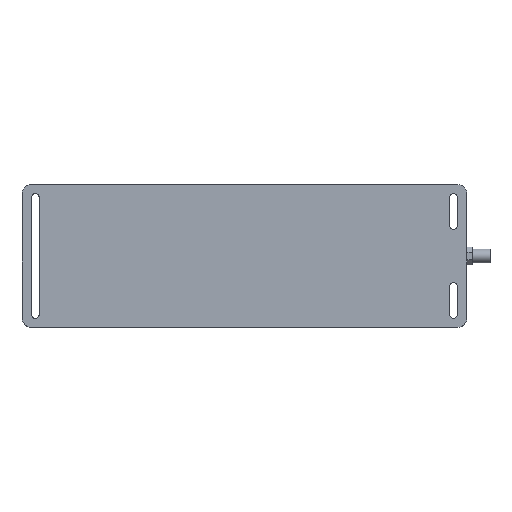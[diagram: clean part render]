
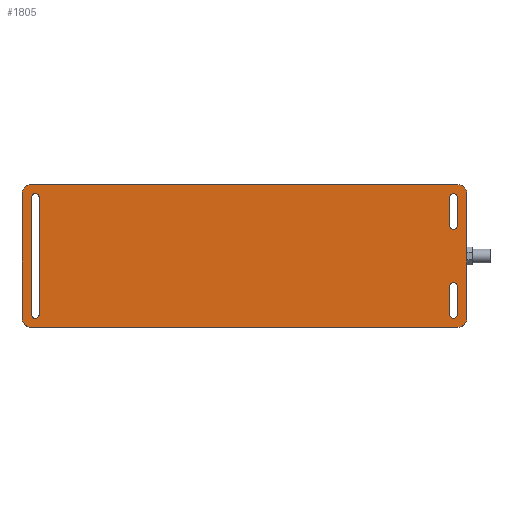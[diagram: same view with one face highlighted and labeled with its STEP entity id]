
A CAD part, top view. The second image highlights one B-rep face of the part: STEP entity #1805.
In plain terms, the highlighted planar face has unit normal (0, 0, 1).
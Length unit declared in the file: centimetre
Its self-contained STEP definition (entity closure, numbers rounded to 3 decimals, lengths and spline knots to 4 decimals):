
#132=PLANE('',#1961);
#216=VECTOR('',#2242,1.);
#220=VECTOR('',#2251,1.);
#237=VECTOR('',#2303,1.);
#238=VECTOR('',#2304,1.);
#239=VECTOR('',#2309,1.);
#240=VECTOR('',#2312,1.);
#241=VECTOR('',#2315,1.);
#242=VECTOR('',#2318,1.);
#243=VECTOR('',#2321,1.);
#244=VECTOR('',#2324,1.);
#245=VECTOR('',#2327,1.);
#246=VECTOR('',#2330,1.);
#247=VECTOR('',#2333,1.);
#248=VECTOR('',#2336,1.);
#249=VECTOR('',#2339,1.);
#250=VECTOR('',#2342,1.);
#378=LINE('',#2744,#216);
#382=LINE('',#2754,#220);
#399=LINE('',#2817,#237);
#400=LINE('',#2818,#238);
#401=LINE('',#2824,#239);
#402=LINE('',#2828,#240);
#403=LINE('',#2832,#241);
#404=LINE('',#2836,#242);
#405=LINE('',#2840,#243);
#406=LINE('',#2844,#244);
#407=LINE('',#2848,#245);
#408=LINE('',#2852,#246);
#409=LINE('',#2856,#247);
#410=LINE('',#2860,#248);
#411=LINE('',#2864,#249);
#412=LINE('',#2868,#250);
#552=VERTEX_POINT('',#2743);
#553=VERTEX_POINT('',#2745);
#554=VERTEX_POINT('',#2749);
#555=VERTEX_POINT('',#2753);
#556=VERTEX_POINT('',#2757);
#581=VERTEX_POINT('',#2812);
#582=VERTEX_POINT('',#2814);
#583=VERTEX_POINT('',#2819);
#584=VERTEX_POINT('',#2822);
#585=VERTEX_POINT('',#2823);
#586=VERTEX_POINT('',#2825);
#587=VERTEX_POINT('',#2827);
#588=VERTEX_POINT('',#2829);
#589=VERTEX_POINT('',#2831);
#590=VERTEX_POINT('',#2833);
#591=VERTEX_POINT('',#2835);
#592=VERTEX_POINT('',#2838);
#593=VERTEX_POINT('',#2839);
#594=VERTEX_POINT('',#2841);
#595=VERTEX_POINT('',#2843);
#596=VERTEX_POINT('',#2845);
#597=VERTEX_POINT('',#2847);
#598=VERTEX_POINT('',#2849);
#599=VERTEX_POINT('',#2851);
#600=VERTEX_POINT('',#2854);
#601=VERTEX_POINT('',#2855);
#602=VERTEX_POINT('',#2857);
#603=VERTEX_POINT('',#2859);
#604=VERTEX_POINT('',#2861);
#605=VERTEX_POINT('',#2863);
#606=VERTEX_POINT('',#2865);
#607=VERTEX_POINT('',#2867);
#696=CIRCLE('',#1941,0.5);
#697=CIRCLE('',#1944,0.5);
#710=CIRCLE('',#1960,0.5);
#711=CIRCLE('',#1962,0.5);
#712=CIRCLE('',#1963,0.2);
#713=CIRCLE('',#1964,0.2);
#714=CIRCLE('',#1965,0.2);
#715=CIRCLE('',#1966,0.2);
#716=CIRCLE('',#1967,0.2);
#717=CIRCLE('',#1968,0.2);
#718=CIRCLE('',#1969,0.2);
#719=CIRCLE('',#1970,0.2);
#720=CIRCLE('',#1971,0.2);
#721=CIRCLE('',#1972,0.2);
#722=CIRCLE('',#1973,0.2);
#723=CIRCLE('',#1974,0.2);
#842=EDGE_CURVE('',#552,#553,#378,.T.);
#845=EDGE_CURVE('',#554,#552,#696,.T.);
#847=EDGE_CURVE('',#555,#554,#382,.T.);
#849=EDGE_CURVE('',#556,#555,#697,.T.);
#876=EDGE_CURVE('',#581,#582,#710,.T.);
#878=EDGE_CURVE('',#582,#556,#399,.T.);
#879=EDGE_CURVE('',#583,#581,#400,.T.);
#880=EDGE_CURVE('',#553,#583,#711,.T.);
#881=EDGE_CURVE('',#584,#585,#712,.T.);
#882=EDGE_CURVE('',#584,#586,#401,.T.);
#883=EDGE_CURVE('',#587,#586,#713,.T.);
#884=EDGE_CURVE('',#587,#588,#402,.T.);
#885=EDGE_CURVE('',#589,#588,#714,.T.);
#886=EDGE_CURVE('',#589,#590,#403,.T.);
#887=EDGE_CURVE('',#591,#590,#715,.T.);
#888=EDGE_CURVE('',#591,#585,#404,.T.);
#889=EDGE_CURVE('',#592,#593,#716,.T.);
#890=EDGE_CURVE('',#592,#594,#405,.T.);
#891=EDGE_CURVE('',#595,#594,#717,.T.);
#892=EDGE_CURVE('',#595,#596,#406,.T.);
#893=EDGE_CURVE('',#597,#596,#718,.T.);
#894=EDGE_CURVE('',#597,#598,#407,.T.);
#895=EDGE_CURVE('',#599,#598,#719,.T.);
#896=EDGE_CURVE('',#599,#593,#408,.T.);
#897=EDGE_CURVE('',#600,#601,#720,.T.);
#898=EDGE_CURVE('',#600,#602,#409,.T.);
#899=EDGE_CURVE('',#603,#602,#721,.T.);
#900=EDGE_CURVE('',#603,#604,#410,.T.);
#901=EDGE_CURVE('',#605,#604,#722,.T.);
#902=EDGE_CURVE('',#605,#606,#411,.T.);
#903=EDGE_CURVE('',#607,#606,#723,.T.);
#904=EDGE_CURVE('',#607,#601,#412,.T.);
#1226=ORIENTED_EDGE('',*,*,#849,.F.);
#1227=ORIENTED_EDGE('',*,*,#878,.F.);
#1228=ORIENTED_EDGE('',*,*,#876,.F.);
#1229=ORIENTED_EDGE('',*,*,#879,.F.);
#1230=ORIENTED_EDGE('',*,*,#880,.F.);
#1231=ORIENTED_EDGE('',*,*,#842,.F.);
#1232=ORIENTED_EDGE('',*,*,#845,.F.);
#1233=ORIENTED_EDGE('',*,*,#847,.F.);
#1234=ORIENTED_EDGE('',*,*,#881,.F.);
#1235=ORIENTED_EDGE('',*,*,#882,.T.);
#1236=ORIENTED_EDGE('',*,*,#883,.F.);
#1237=ORIENTED_EDGE('',*,*,#884,.T.);
#1238=ORIENTED_EDGE('',*,*,#885,.F.);
#1239=ORIENTED_EDGE('',*,*,#886,.T.);
#1240=ORIENTED_EDGE('',*,*,#887,.F.);
#1241=ORIENTED_EDGE('',*,*,#888,.T.);
#1242=ORIENTED_EDGE('',*,*,#889,.F.);
#1243=ORIENTED_EDGE('',*,*,#890,.T.);
#1244=ORIENTED_EDGE('',*,*,#891,.F.);
#1245=ORIENTED_EDGE('',*,*,#892,.T.);
#1246=ORIENTED_EDGE('',*,*,#893,.F.);
#1247=ORIENTED_EDGE('',*,*,#894,.T.);
#1248=ORIENTED_EDGE('',*,*,#895,.F.);
#1249=ORIENTED_EDGE('',*,*,#896,.T.);
#1250=ORIENTED_EDGE('',*,*,#897,.F.);
#1251=ORIENTED_EDGE('',*,*,#898,.T.);
#1252=ORIENTED_EDGE('',*,*,#899,.F.);
#1253=ORIENTED_EDGE('',*,*,#900,.T.);
#1254=ORIENTED_EDGE('',*,*,#901,.F.);
#1255=ORIENTED_EDGE('',*,*,#902,.T.);
#1256=ORIENTED_EDGE('',*,*,#903,.F.);
#1257=ORIENTED_EDGE('',*,*,#904,.T.);
#1573=EDGE_LOOP('',(#1226,#1227,#1228,#1229,#1230,#1231,#1232,#1233));
#1574=EDGE_LOOP('',(#1234,#1235,#1236,#1237,#1238,#1239,#1240,#1241));
#1575=EDGE_LOOP('',(#1242,#1243,#1244,#1245,#1246,#1247,#1248,#1249));
#1576=EDGE_LOOP('',(#1250,#1251,#1252,#1253,#1254,#1255,#1256,#1257));
#1697=FACE_BOUND('',#1573,.T.);
#1698=FACE_BOUND('',#1574,.T.);
#1699=FACE_BOUND('',#1575,.T.);
#1700=FACE_BOUND('',#1576,.T.);
#1805=ADVANCED_FACE('',(#1697,#1698,#1699,#1700),#132,.T.);
#1941=AXIS2_PLACEMENT_3D('',#2750,#2247,#2248);
#1944=AXIS2_PLACEMENT_3D('',#2758,#2255,#2256);
#1960=AXIS2_PLACEMENT_3D('',#2813,#2299,#2300);
#1961=AXIS2_PLACEMENT_3D('',#2816,#2302,$);
#1962=AXIS2_PLACEMENT_3D('',#2820,#2305,#2306);
#1963=AXIS2_PLACEMENT_3D('',#2821,#2307,#2308);
#1964=AXIS2_PLACEMENT_3D('',#2826,#2310,#2311);
#1965=AXIS2_PLACEMENT_3D('',#2830,#2313,#2314);
#1966=AXIS2_PLACEMENT_3D('',#2834,#2316,#2317);
#1967=AXIS2_PLACEMENT_3D('',#2837,#2319,#2320);
#1968=AXIS2_PLACEMENT_3D('',#2842,#2322,#2323);
#1969=AXIS2_PLACEMENT_3D('',#2846,#2325,#2326);
#1970=AXIS2_PLACEMENT_3D('',#2850,#2328,#2329);
#1971=AXIS2_PLACEMENT_3D('',#2853,#2331,#2332);
#1972=AXIS2_PLACEMENT_3D('',#2858,#2334,#2335);
#1973=AXIS2_PLACEMENT_3D('',#2862,#2337,#2338);
#1974=AXIS2_PLACEMENT_3D('',#2866,#2340,#2341);
#2242=DIRECTION('',(-1.,0.,0.));
#2247=DIRECTION('',(0.,0.,-1.));
#2248=DIRECTION('',(0.354,-0.354,0.));
#2251=DIRECTION('',(0.,-1.,0.));
#2255=DIRECTION('',(0.,0.,-1.));
#2256=DIRECTION('',(0.354,0.354,0.));
#2299=DIRECTION('',(0.,0.,-1.));
#2300=DIRECTION('',(-0.354,0.354,0.));
#2302=DIRECTION('',(0.,0.,1.));
#2303=DIRECTION('',(1.,0.,0.));
#2304=DIRECTION('',(0.,1.,0.));
#2305=DIRECTION('',(0.,0.,-1.));
#2306=DIRECTION('',(-0.354,-0.354,0.));
#2307=DIRECTION('',(0.,0.,1.));
#2308=DIRECTION('',(0.141,-0.141,0.));
#2309=DIRECTION('',(-1.,0.,0.));
#2310=DIRECTION('',(0.,0.,1.));
#2311=DIRECTION('',(-0.141,-0.141,0.));
#2312=DIRECTION('',(0.,1.,0.));
#2313=DIRECTION('',(0.,0.,1.));
#2314=DIRECTION('',(-0.141,0.141,0.));
#2315=DIRECTION('',(1.,0.,0.));
#2316=DIRECTION('',(0.,0.,1.));
#2317=DIRECTION('',(0.141,0.141,0.));
#2318=DIRECTION('',(0.,-1.,0.));
#2319=DIRECTION('',(0.,0.,1.));
#2320=DIRECTION('',(-0.141,0.141,0.));
#2321=DIRECTION('',(1.,0.,0.));
#2322=DIRECTION('',(0.,0.,1.));
#2323=DIRECTION('',(0.141,0.141,0.));
#2324=DIRECTION('',(0.,-1.,0.));
#2325=DIRECTION('',(0.,0.,1.));
#2326=DIRECTION('',(0.141,-0.141,0.));
#2327=DIRECTION('',(-1.,0.,0.));
#2328=DIRECTION('',(0.,0.,1.));
#2329=DIRECTION('',(-0.141,-0.141,0.));
#2330=DIRECTION('',(0.,1.,0.));
#2331=DIRECTION('',(0.,0.,1.));
#2332=DIRECTION('',(-0.141,0.141,0.));
#2333=DIRECTION('',(1.,0.,0.));
#2334=DIRECTION('',(0.,0.,1.));
#2335=DIRECTION('',(0.141,0.141,0.));
#2336=DIRECTION('',(0.,-1.,0.));
#2337=DIRECTION('',(0.,0.,1.));
#2338=DIRECTION('',(0.141,-0.141,0.));
#2339=DIRECTION('',(-1.,0.,0.));
#2340=DIRECTION('',(0.,0.,1.));
#2341=DIRECTION('',(-0.141,-0.141,0.));
#2342=DIRECTION('',(0.,1.,0.));
#2743=CARTESIAN_POINT('',(4.5,-4.,1.6));
#2744=CARTESIAN_POINT('',(5.,-4.,1.6));
#2745=CARTESIAN_POINT('',(-19.5,-4.,1.6));
#2749=CARTESIAN_POINT('',(5.,-3.5,1.6));
#2750=CARTESIAN_POINT('',(4.5,-3.5,1.6));
#2753=CARTESIAN_POINT('',(5.,3.5,1.6));
#2754=CARTESIAN_POINT('',(5.,4.,1.6));
#2757=CARTESIAN_POINT('',(4.5,4.,1.6));
#2758=CARTESIAN_POINT('',(4.5,3.5,1.6));
#2812=CARTESIAN_POINT('',(-20.,3.5,1.6));
#2813=CARTESIAN_POINT('',(-19.5,3.5,1.6));
#2814=CARTESIAN_POINT('',(-19.5,4.,1.6));
#2816=CARTESIAN_POINT('',(-7.5,0.,1.6));
#2817=CARTESIAN_POINT('',(-20.,4.,1.6));
#2818=CARTESIAN_POINT('',(-20.,-4.,1.6));
#2819=CARTESIAN_POINT('',(-20.,-3.5,1.6));
#2820=CARTESIAN_POINT('',(-19.5,-3.5,1.6));
#2821=CARTESIAN_POINT('',(4.26,-3.3,1.6));
#2822=CARTESIAN_POINT('',(4.26,-3.5,1.6));
#2823=CARTESIAN_POINT('',(4.46,-3.3,1.6));
#2824=CARTESIAN_POINT('',(-1.625,-3.5,1.6));
#2825=CARTESIAN_POINT('',(4.24,-3.5,1.6));
#2826=CARTESIAN_POINT('',(4.24,-3.3,1.6));
#2827=CARTESIAN_POINT('',(4.04,-3.3,1.6));
#2828=CARTESIAN_POINT('',(4.04,-1.25,1.6));
#2829=CARTESIAN_POINT('',(4.04,-1.7,1.6));
#2830=CARTESIAN_POINT('',(4.24,-1.7,1.6));
#2831=CARTESIAN_POINT('',(4.24,-1.5,1.6));
#2832=CARTESIAN_POINT('',(-1.625,-1.5,1.6));
#2833=CARTESIAN_POINT('',(4.26,-1.5,1.6));
#2834=CARTESIAN_POINT('',(4.26,-1.7,1.6));
#2835=CARTESIAN_POINT('',(4.46,-1.7,1.6));
#2836=CARTESIAN_POINT('',(4.46,-1.25,1.6));
#2837=CARTESIAN_POINT('',(4.24,3.3,1.6));
#2838=CARTESIAN_POINT('',(4.24,3.5,1.6));
#2839=CARTESIAN_POINT('',(4.04,3.3,1.6));
#2840=CARTESIAN_POINT('',(-1.625,3.5,1.6));
#2841=CARTESIAN_POINT('',(4.26,3.5,1.6));
#2842=CARTESIAN_POINT('',(4.26,3.3,1.6));
#2843=CARTESIAN_POINT('',(4.46,3.3,1.6));
#2844=CARTESIAN_POINT('',(4.46,1.25,1.6));
#2845=CARTESIAN_POINT('',(4.46,1.7,1.6));
#2846=CARTESIAN_POINT('',(4.26,1.7,1.6));
#2847=CARTESIAN_POINT('',(4.26,1.5,1.6));
#2848=CARTESIAN_POINT('',(-1.625,1.5,1.6));
#2849=CARTESIAN_POINT('',(4.24,1.5,1.6));
#2850=CARTESIAN_POINT('',(4.24,1.7,1.6));
#2851=CARTESIAN_POINT('',(4.04,1.7,1.6));
#2852=CARTESIAN_POINT('',(4.04,1.25,1.6));
#2853=CARTESIAN_POINT('',(-19.26,3.3,1.6));
#2854=CARTESIAN_POINT('',(-19.26,3.5,1.6));
#2855=CARTESIAN_POINT('',(-19.46,3.3,1.6));
#2856=CARTESIAN_POINT('',(-13.375,3.5,1.6));
#2857=CARTESIAN_POINT('',(-19.24,3.5,1.6));
#2858=CARTESIAN_POINT('',(-19.24,3.3,1.6));
#2859=CARTESIAN_POINT('',(-19.04,3.3,1.6));
#2860=CARTESIAN_POINT('',(-19.04,0.,1.6));
#2861=CARTESIAN_POINT('',(-19.04,-3.3,1.6));
#2862=CARTESIAN_POINT('',(-19.24,-3.3,1.6));
#2863=CARTESIAN_POINT('',(-19.24,-3.5,1.6));
#2864=CARTESIAN_POINT('',(-13.375,-3.5,1.6));
#2865=CARTESIAN_POINT('',(-19.26,-3.5,1.6));
#2866=CARTESIAN_POINT('',(-19.26,-3.3,1.6));
#2867=CARTESIAN_POINT('',(-19.46,-3.3,1.6));
#2868=CARTESIAN_POINT('',(-19.46,0.,1.6));
